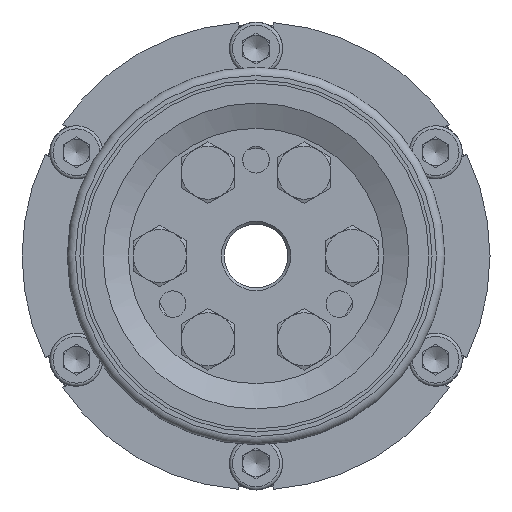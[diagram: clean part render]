
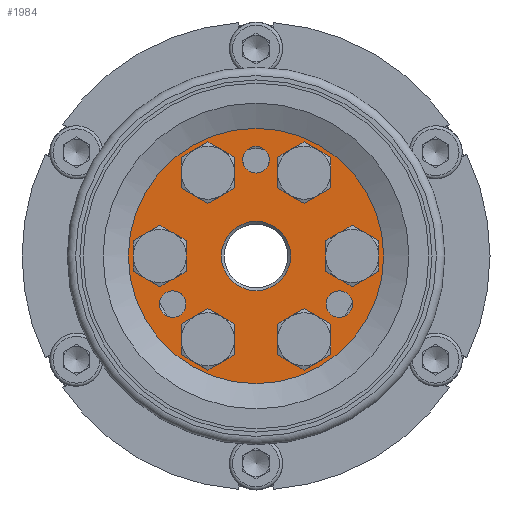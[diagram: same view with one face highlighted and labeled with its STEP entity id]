
A CAD part, left-side view. The second image highlights one B-rep face of the part: STEP entity #1984.
In plain terms, the highlighted planar face has unit normal (-1, 0, 0).
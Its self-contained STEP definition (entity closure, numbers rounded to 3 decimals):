
#1984 = ADVANCED_FACE( '', ( #4296, #4297, #4298, #4299, #4300, #4301, #4302, #4303, #4304, #4305, #4306 ), #4307, .T. );
#4296 = FACE_BOUND( '', #6653, .T. );
#4297 = FACE_OUTER_BOUND( '', #6654, .T. );
#4298 = FACE_BOUND( '', #6655, .T. );
#4299 = FACE_BOUND( '', #6656, .T. );
#4300 = FACE_BOUND( '', #6657, .T. );
#4301 = FACE_BOUND( '', #6658, .T. );
#4302 = FACE_BOUND( '', #6659, .T. );
#4303 = FACE_BOUND( '', #6660, .T. );
#4304 = FACE_BOUND( '', #6661, .T. );
#4305 = FACE_BOUND( '', #6662, .T. );
#4306 = FACE_BOUND( '', #6663, .T. );
#4307 = PLANE( '', #6664 );
#6653 = EDGE_LOOP( '', ( #12013 ) );
#6654 = EDGE_LOOP( '', ( #12014 ) );
#6655 = EDGE_LOOP( '', ( #12015 ) );
#6656 = EDGE_LOOP( '', ( #12016 ) );
#6657 = EDGE_LOOP( '', ( #12017 ) );
#6658 = EDGE_LOOP( '', ( #12018 ) );
#6659 = EDGE_LOOP( '', ( #12019 ) );
#6660 = EDGE_LOOP( '', ( #12020 ) );
#6661 = EDGE_LOOP( '', ( #12021 ) );
#6662 = EDGE_LOOP( '', ( #12022 ) );
#6663 = EDGE_LOOP( '', ( #12023 ) );
#6664 = AXIS2_PLACEMENT_3D( '', #12024, #12025, #12026 );
#12013 = ORIENTED_EDGE( '', *, *, #13259, .T. );
#12014 = ORIENTED_EDGE( '', *, *, #13391, .T. );
#12015 = ORIENTED_EDGE( '', *, *, #13987, .T. );
#12016 = ORIENTED_EDGE( '', *, *, #14239, .T. );
#12017 = ORIENTED_EDGE( '', *, *, #14240, .T. );
#12018 = ORIENTED_EDGE( '', *, *, #14163, .T. );
#12019 = ORIENTED_EDGE( '', *, *, #13636, .T. );
#12020 = ORIENTED_EDGE( '', *, *, #14137, .T. );
#12021 = ORIENTED_EDGE( '', *, *, #13458, .T. );
#12022 = ORIENTED_EDGE( '', *, *, #12721, .T. );
#12023 = ORIENTED_EDGE( '', *, *, #13343, .T. );
#12024 = CARTESIAN_POINT( '', ( -42.05, 0., 5.5 ) );
#12025 = DIRECTION( '', ( -1., 0., 0. ) );
#12026 = DIRECTION( '', ( 0., 0., 1. ) );
#12721 = EDGE_CURVE( '', #15151, #15151, #15152, .T. );
#13259 = EDGE_CURVE( '', #15996, #15996, #15997, .F. );
#13343 = EDGE_CURVE( '', #16114, #16114, #16115, .T. );
#13391 = EDGE_CURVE( '', #16182, #16182, #16183, .T. );
#13458 = EDGE_CURVE( '', #16277, #16277, #16278, .T. );
#13636 = EDGE_CURVE( '', #16516, #16516, #16517, .T. );
#13987 = EDGE_CURVE( '', #16949, #16949, #16950, .T. );
#14137 = EDGE_CURVE( '', #17122, #17122, #17123, .T. );
#14163 = EDGE_CURVE( '', #17151, #17151, #17152, .T. );
#14239 = EDGE_CURVE( '', #17234, #17234, #17235, .T. );
#14240 = EDGE_CURVE( '', #17236, #17236, #17237, .T. );
#15151 = VERTEX_POINT( '', #18913 );
#15152 = CIRCLE( '', #18914, 4.35 );
#15996 = VERTEX_POINT( '', #20854 );
#15997 = CIRCLE( '', #20855, 6.5 );
#16114 = VERTEX_POINT( '', #21096 );
#16115 = CIRCLE( '', #21097, 4.35 );
#16182 = VERTEX_POINT( '', #21208 );
#16183 = CIRCLE( '', #21209, 24. );
#16277 = VERTEX_POINT( '', #21485 );
#16278 = CIRCLE( '', #21486, 4.35 );
#16516 = VERTEX_POINT( '', #21986 );
#16517 = CIRCLE( '', #21987, 4.35 );
#16949 = VERTEX_POINT( '', #22823 );
#16950 = CIRCLE( '', #22824, 2.5 );
#17122 = VERTEX_POINT( '', #23159 );
#17123 = CIRCLE( '', #23160, 4.35 );
#17151 = VERTEX_POINT( '', #23254 );
#17152 = CIRCLE( '', #23255, 4.35 );
#17234 = VERTEX_POINT( '', #23439 );
#17235 = CIRCLE( '', #23440, 2.5 );
#17236 = VERTEX_POINT( '', #23441 );
#17237 = CIRCLE( '', #23442, 2.5 );
#18913 = CARTESIAN_POINT( '', ( -42.05, -9.05, -11.325 ) );
#18914 = AXIS2_PLACEMENT_3D( '', #24173, #24174, #24175 );
#20854 = CARTESIAN_POINT( '', ( -42.05, 0., 6.5 ) );
#20855 = AXIS2_PLACEMENT_3D( '', #24794, #24795, #24796 );
#21096 = CARTESIAN_POINT( '', ( -42.05, 9.05, -11.325 ) );
#21097 = AXIS2_PLACEMENT_3D( '', #24917, #24918, #24919 );
#21208 = CARTESIAN_POINT( '', ( -42.05, 0., 24. ) );
#21209 = AXIS2_PLACEMENT_3D( '', #24979, #24980, #24981 );
#21485 = CARTESIAN_POINT( '', ( -42.05, -18.1, 4.35 ) );
#21486 = AXIS2_PLACEMENT_3D( '', #25048, #25049, #25050 );
#21986 = CARTESIAN_POINT( '', ( -42.05, 18.1, 4.35 ) );
#21987 = AXIS2_PLACEMENT_3D( '', #25242, #25243, #25244 );
#22823 = CARTESIAN_POINT( '', ( -42.05, -15.675, -6.55 ) );
#22824 = AXIS2_PLACEMENT_3D( '', #25583, #25584, #25585 );
#23159 = CARTESIAN_POINT( '', ( -42.05, -9.05, 20.025 ) );
#23160 = AXIS2_PLACEMENT_3D( '', #25710, #25711, #25712 );
#23254 = CARTESIAN_POINT( '', ( -42.05, 9.05, 20.025 ) );
#23255 = AXIS2_PLACEMENT_3D( '', #25725, #25726, #25727 );
#23439 = CARTESIAN_POINT( '', ( -42.05, 0., 20.6 ) );
#23440 = AXIS2_PLACEMENT_3D( '', #25757, #25758, #25759 );
#23441 = CARTESIAN_POINT( '', ( -42.05, 15.675, -6.55 ) );
#23442 = AXIS2_PLACEMENT_3D( '', #25760, #25761, #25762 );
#24173 = CARTESIAN_POINT( '', ( -42.05, -9.05, -15.675 ) );
#24174 = DIRECTION( '', ( 1., 0., 0. ) );
#24175 = DIRECTION( '', ( 0., 0., 1. ) );
#24794 = CARTESIAN_POINT( '', ( -42.05, 0., 0. ) );
#24795 = DIRECTION( '', ( -1., 0., 0. ) );
#24796 = DIRECTION( '', ( 0., 0., 1. ) );
#24917 = CARTESIAN_POINT( '', ( -42.05, 9.05, -15.675 ) );
#24918 = DIRECTION( '', ( 1., 0., 0. ) );
#24919 = DIRECTION( '', ( 0., 0., 1. ) );
#24979 = CARTESIAN_POINT( '', ( -42.05, 0., 0. ) );
#24980 = DIRECTION( '', ( -1., 0., 0. ) );
#24981 = DIRECTION( '', ( 0., 0., 1. ) );
#25048 = CARTESIAN_POINT( '', ( -42.05, -18.1, 0. ) );
#25049 = DIRECTION( '', ( 1., 0., 0. ) );
#25050 = DIRECTION( '', ( 0., 0., 1. ) );
#25242 = CARTESIAN_POINT( '', ( -42.05, 18.1, 0. ) );
#25243 = DIRECTION( '', ( 1., 0., 0. ) );
#25244 = DIRECTION( '', ( 0., 0., 1. ) );
#25583 = CARTESIAN_POINT( '', ( -42.05, -15.675, -9.05 ) );
#25584 = DIRECTION( '', ( 1., 0., 0. ) );
#25585 = DIRECTION( '', ( 0., 0., 1. ) );
#25710 = CARTESIAN_POINT( '', ( -42.05, -9.05, 15.675 ) );
#25711 = DIRECTION( '', ( 1., 0., 0. ) );
#25712 = DIRECTION( '', ( 0., 0., 1. ) );
#25725 = CARTESIAN_POINT( '', ( -42.05, 9.05, 15.675 ) );
#25726 = DIRECTION( '', ( 1., 0., 0. ) );
#25727 = DIRECTION( '', ( 0., 0., 1. ) );
#25757 = CARTESIAN_POINT( '', ( -42.05, 0., 18.1 ) );
#25758 = DIRECTION( '', ( 1., 0., 0. ) );
#25759 = DIRECTION( '', ( 0., 0., 1. ) );
#25760 = CARTESIAN_POINT( '', ( -42.05, 15.675, -9.05 ) );
#25761 = DIRECTION( '', ( 1., 0., 0. ) );
#25762 = DIRECTION( '', ( 0., 0., 1. ) );
